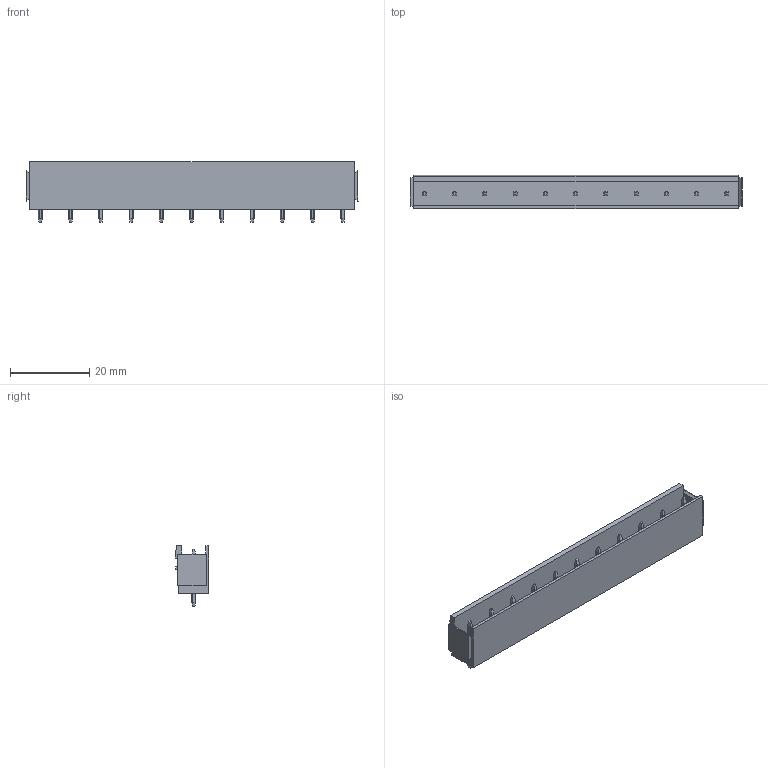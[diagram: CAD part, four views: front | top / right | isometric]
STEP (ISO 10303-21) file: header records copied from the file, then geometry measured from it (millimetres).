
FILE_DESCRIPTION(('CATIA V5 STEP','CAx-IF Rec.Pracs.--- Model Styling and Organization---1.2---2011-12-15'),'2;1');
FILE_NAME ('D1453740_0_1625340000_1625340000.stp','2018-11-12T02:44:57+00:00',('none'),('Weidmueller'),'CATIA Version 5-6 Release 2014','CATIA V5 STEP AP214','none');
FILE_SCHEMA(('AUTOMOTIVE_DESIGN { 1 0 10303 214 1 1 1 1 }'));
Length unit declared in the file: millimetre
Products named in the file (1): 1625340000
Bounding box: 83.62 x 8.5 x 15.2 mm (x, y, z)
Volume: 3706 mm3; surface area: 5792.6 mm2
Topology: 12 solids, 12 shells, 333 faces, 915 edges, 606 vertices
Faces by surface type: plane 243, cylinder 90
Entity records: 9688 total; most frequent: CARTESIAN_POINT 2312, ORIENTED_EDGE 1830, DIRECTION 999, EDGE_CURVE 915, VERTEX_POINT 606, VECTOR 555, LINE 555, EDGE_LOOP 355
